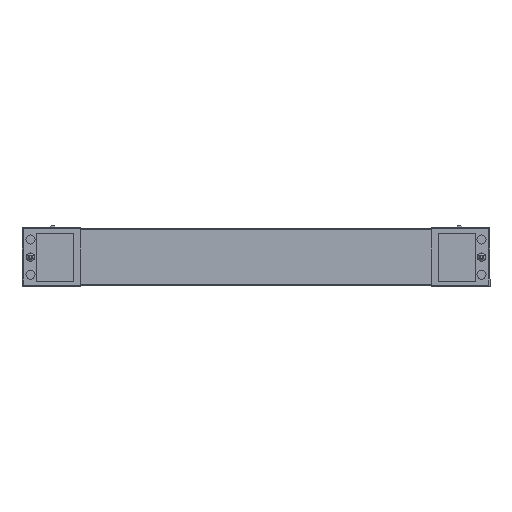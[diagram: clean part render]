
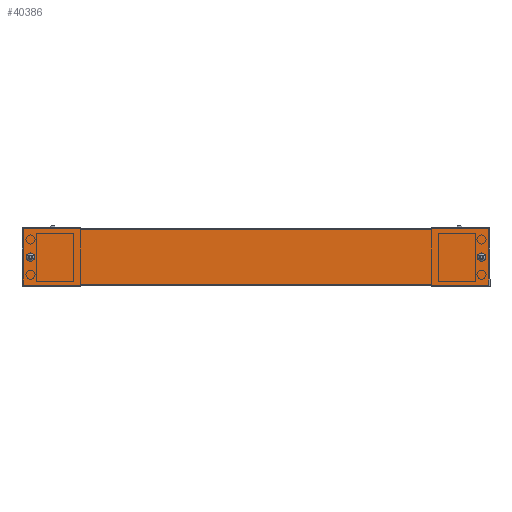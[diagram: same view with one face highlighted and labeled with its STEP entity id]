
A CAD part, front view. The second image highlights one B-rep face of the part: STEP entity #40386.
In plain terms, the highlighted planar face has unit normal (0, -1, 0).
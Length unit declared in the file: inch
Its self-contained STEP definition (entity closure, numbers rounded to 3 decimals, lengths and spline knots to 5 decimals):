
#990 = CARTESIAN_POINT ( 'NONE',  ( -15.51181, -23.09055, -1.92913 ) ) ;
#1269 = CARTESIAN_POINT ( 'NONE',  ( 0., -23.09055, 1.92913 ) ) ;
#1739 = VERTEX_POINT ( 'NONE', #3511 ) ;
#1841 = VERTEX_POINT ( 'NONE', #38395 ) ;
#1958 = VERTEX_POINT ( 'NONE', #990 ) ;
#2942 = CARTESIAN_POINT ( 'NONE',  ( 15.62992, -23.09055, 0. ) ) ;
#3019 = DIRECTION ( 'NONE',  ( 0., 0., -1. ) ) ;
#3511 = CARTESIAN_POINT ( 'NONE',  ( 15.51181, -23.09055, -1.92913 ) ) ;
#4151 = EDGE_CURVE ( 'NONE', #42840, #5589, #7430, .T. ) ;
#4252 = EDGE_CURVE ( 'NONE', #1958, #23582, #19612, .T. ) ;
#4407 = CARTESIAN_POINT ( 'NONE',  ( 15.51181, -23.09055, 1.92913 ) ) ;
#4467 = ORIENTED_EDGE ( 'NONE', *, *, #9280, .F. ) ;
#5414 = DIRECTION ( 'NONE',  ( -1., 0., 0. ) ) ;
#5514 = ORIENTED_EDGE ( 'NONE', *, *, #37655, .F. ) ;
#5589 = VERTEX_POINT ( 'NONE', #9846 ) ;
#5765 = VERTEX_POINT ( 'NONE', #32413 ) ;
#6342 = CARTESIAN_POINT ( 'NONE',  ( -15.62992, -23.09055, 1.81102 ) ) ;
#7133 = CARTESIAN_POINT ( 'NONE',  ( 15.51181, -23.09055, 1.92913 ) ) ;
#7430 = LINE ( 'NONE', #10281, #40711 ) ;
#8884 = ORIENTED_EDGE ( 'NONE', *, *, #18201, .F. ) ;
#9280 = EDGE_CURVE ( 'NONE', #37793, #1739, #41882, .T. ) ;
#9597 = DIRECTION ( 'NONE',  ( -0.707, 0., 0.707 ) ) ;
#9746 = ORIENTED_EDGE ( 'NONE', *, *, #20217, .F. ) ;
#9846 = CARTESIAN_POINT ( 'NONE',  ( -15.51181, -23.09055, 1.92913 ) ) ;
#10104 = ORIENTED_EDGE ( 'NONE', *, *, #19321, .F. ) ;
#10281 = CARTESIAN_POINT ( 'NONE',  ( -15.62992, -23.09055, 1.81102 ) ) ;
#13128 = AXIS2_PLACEMENT_3D ( 'NONE', #20011, #13247, #3019 ) ;
#13247 = DIRECTION ( 'NONE',  ( 0., -1., 0. ) ) ;
#14921 = DIRECTION ( 'NONE',  ( -0.707, 0., -0.707 ) ) ;
#15067 = DIRECTION ( 'NONE',  ( 0., 0., 1. ) ) ;
#16247 = DIRECTION ( 'NONE',  ( 0., 0., -1. ) ) ;
#17266 = FACE_OUTER_BOUND ( 'NONE', #24352, .T. ) ;
#17605 = VECTOR ( 'NONE', #16247, 39.37008 ) ;
#17640 = ORIENTED_EDGE ( 'NONE', *, *, #21304, .F. ) ;
#18201 = EDGE_CURVE ( 'NONE', #23582, #42840, #37576, .T. ) ;
#19188 = CARTESIAN_POINT ( 'NONE',  ( -15.51181, -23.09055, -1.92913 ) ) ;
#19193 = EDGE_LOOP ( 'NONE', ( #10104 ) ) ;
#19321 = EDGE_CURVE ( 'NONE', #1841, #1841, #36242, .T. ) ;
#19612 = LINE ( 'NONE', #19188, #27380 ) ;
#19786 = AXIS2_PLACEMENT_3D ( 'NONE', #29090, #35886, #15067 ) ;
#20011 = CARTESIAN_POINT ( 'NONE',  ( -15.1378, -23.09055, 0. ) ) ;
#20033 = ORIENTED_EDGE ( 'NONE', *, *, #4252, .F. ) ;
#20093 = VECTOR ( 'NONE', #5414, 39.37008 ) ;
#20217 = EDGE_CURVE ( 'NONE', #5765, #5765, #25158, .T. ) ;
#20883 = CARTESIAN_POINT ( 'NONE',  ( -15.62992, -23.09055, 0. ) ) ;
#21304 = EDGE_CURVE ( 'NONE', #36045, #39324, #37123, .T. ) ;
#21646 = DIRECTION ( 'NONE',  ( 0., 0., -1. ) ) ;
#23582 = VERTEX_POINT ( 'NONE', #24302 ) ;
#24302 = CARTESIAN_POINT ( 'NONE',  ( -15.62992, -23.09055, -1.81102 ) ) ;
#24315 = EDGE_CURVE ( 'NONE', #1739, #1958, #28362, .T. ) ;
#24352 = EDGE_LOOP ( 'NONE', ( #40650, #8884, #20033, #37783, #4467, #33088, #17640, #5514 ) ) ;
#24523 = CARTESIAN_POINT ( 'NONE',  ( 15.62992, -23.09055, -1.81102 ) ) ;
#24943 = FACE_BOUND ( 'NONE', #41036, .T. ) ;
#25084 = CARTESIAN_POINT ( 'NONE',  ( 0., -23.09055, -1.92913 ) ) ;
#25158 = CIRCLE ( 'NONE', #41246, 0.1378 ) ;
#25951 = VECTOR ( 'NONE', #27665, 39.37008 ) ;
#26076 = CARTESIAN_POINT ( 'NONE',  ( 15.62992, -23.09055, 1.81102 ) ) ;
#26593 = VECTOR ( 'NONE', #14921, 39.37008 ) ;
#27380 = VECTOR ( 'NONE', #9597, 39.37008 ) ;
#27665 = DIRECTION ( 'NONE',  ( 0.707, 0., -0.707 ) ) ;
#28362 = LINE ( 'NONE', #25084, #20093 ) ;
#28509 = CARTESIAN_POINT ( 'NONE',  ( 15.62992, -23.09055, -1.81102 ) ) ;
#29090 = CARTESIAN_POINT ( 'NONE',  ( 0., -23.09055, 0. ) ) ;
#30111 = EDGE_CURVE ( 'NONE', #39324, #37793, #40114, .T. ) ;
#30614 = PLANE ( 'NONE',  #19786 ) ;
#32074 = VECTOR ( 'NONE', #37370, 39.37008 ) ;
#32148 = DIRECTION ( 'NONE',  ( 0., -1., 0. ) ) ;
#32413 = CARTESIAN_POINT ( 'NONE',  ( 15.1378, -23.09055, -0.1378 ) ) ;
#33088 = ORIENTED_EDGE ( 'NONE', *, *, #30111, .F. ) ;
#33486 = DIRECTION ( 'NONE',  ( 0.707, 0., 0.707 ) ) ;
#33941 = FACE_BOUND ( 'NONE', #19193, .T. ) ;
#34286 = DIRECTION ( 'NONE',  ( 0., 0., 1. ) ) ;
#35276 = VECTOR ( 'NONE', #34286, 39.37008 ) ;
#35886 = DIRECTION ( 'NONE',  ( 0., 1., 0. ) ) ;
#36045 = VERTEX_POINT ( 'NONE', #4407 ) ;
#36242 = CIRCLE ( 'NONE', #13128, 0.1378 ) ;
#37123 = LINE ( 'NONE', #7133, #25951 ) ;
#37151 = LINE ( 'NONE', #1269, #32074 ) ;
#37370 = DIRECTION ( 'NONE',  ( 1., 0., 0. ) ) ;
#37576 = LINE ( 'NONE', #20883, #35276 ) ;
#37655 = EDGE_CURVE ( 'NONE', #5589, #36045, #37151, .T. ) ;
#37783 = ORIENTED_EDGE ( 'NONE', *, *, #24315, .F. ) ;
#37793 = VERTEX_POINT ( 'NONE', #24523 ) ;
#38395 = CARTESIAN_POINT ( 'NONE',  ( -15.1378, -23.09055, -0.1378 ) ) ;
#38765 = CARTESIAN_POINT ( 'NONE',  ( 15.1378, -23.09055, 0. ) ) ;
#39324 = VERTEX_POINT ( 'NONE', #26076 ) ;
#40114 = LINE ( 'NONE', #2942, #17605 ) ;
#40386 = ADVANCED_FACE ( 'NONE', ( #24943, #33941, #17266 ), #30614, .F. ) ;
#40650 = ORIENTED_EDGE ( 'NONE', *, *, #4151, .F. ) ;
#40711 = VECTOR ( 'NONE', #33486, 39.37008 ) ;
#41036 = EDGE_LOOP ( 'NONE', ( #9746 ) ) ;
#41246 = AXIS2_PLACEMENT_3D ( 'NONE', #38765, #32148, #21646 ) ;
#41882 = LINE ( 'NONE', #28509, #26593 ) ;
#42840 = VERTEX_POINT ( 'NONE', #6342 ) ;
